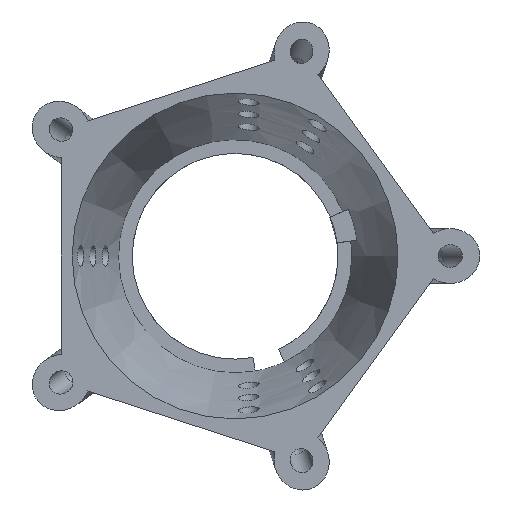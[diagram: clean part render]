
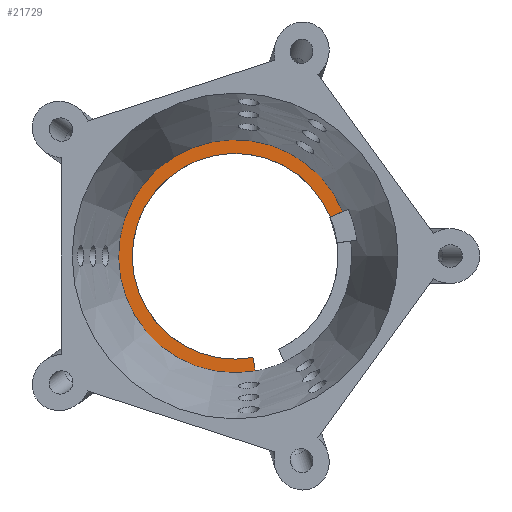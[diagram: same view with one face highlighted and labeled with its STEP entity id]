
A CAD part, top view. The second image highlights one B-rep face of the part: STEP entity #21729.
In plain terms, the highlighted planar face has unit normal (0, 0, 1).
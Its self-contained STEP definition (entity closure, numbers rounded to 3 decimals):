
#192 = PLANE('',#193);
#193 = AXIS2_PLACEMENT_3D('',#194,#195,#196);
#194 = CARTESIAN_POINT('',(2.952,-16.742,0.));
#195 = DIRECTION('',(-0.985,-0.174,0.));
#196 = DIRECTION('',(-0.174,0.985,0.));
#225 = CYLINDRICAL_SURFACE('',#226,15.);
#226 = AXIS2_PLACEMENT_3D('',#227,#228,#229);
#227 = CARTESIAN_POINT('',(0.,0.,0.));
#228 = DIRECTION('',(0.,0.,-1.));
#229 = DIRECTION('',(1.,0.,0.));
#16918 = VERTEX_POINT('',#16919);
#16919 = CARTESIAN_POINT('',(2.952,-16.742,2.5));
#16940 = EDGE_CURVE('',#16941,#16918,#16943,.T.);
#16941 = VERTEX_POINT('',#16942);
#16942 = CARTESIAN_POINT('',(2.605,-14.772,2.5));
#16943 = SURFACE_CURVE('',#16944,(#16948,#16954),.PCURVE_S1.);
#16944 = LINE('',#16945,#16946);
#16945 = CARTESIAN_POINT('',(1.476,-8.371,2.5));
#16946 = VECTOR('',#16947,1.);
#16947 = DIRECTION('',(0.174,-0.985,0.));
#16948 = PCURVE('',#192,#16949);
#16949 = DEFINITIONAL_REPRESENTATION('',(#16950),#16953);
#16950 = B_SPLINE_CURVE_WITH_KNOTS('',1,(#16951,#16952),.UNSPECIFIED.,
  .F.,.F.,(2,2),(6.3,8.7),.PIECEWISE_BEZIER_KNOTS.);
#16951 = CARTESIAN_POINT('',(2.2,-2.5));
#16952 = CARTESIAN_POINT('',(-0.2,-2.5));
#16953 = ( GEOMETRIC_REPRESENTATION_CONTEXT(2) 
PARAMETRIC_REPRESENTATION_CONTEXT() REPRESENTATION_CONTEXT('2D SPACE',''
  ) );
#16954 = PCURVE('',#16955,#16960);
#16955 = PLANE('',#16956);
#16956 = AXIS2_PLACEMENT_3D('',#16957,#16958,#16959);
#16957 = CARTESIAN_POINT('',(0.,0.,2.5));
#16958 = DIRECTION('',(0.,0.,1.));
#16959 = DIRECTION('',(1.,0.,0.));
#16960 = DEFINITIONAL_REPRESENTATION('',(#16961),#16964);
#16961 = B_SPLINE_CURVE_WITH_KNOTS('',1,(#16962,#16963),.UNSPECIFIED.,
  .F.,.F.,(2,2),(6.3,8.7),.PIECEWISE_BEZIER_KNOTS.);
#16962 = CARTESIAN_POINT('',(2.57,-14.575));
#16963 = CARTESIAN_POINT('',(2.987,-16.939));
#16964 = ( GEOMETRIC_REPRESENTATION_CONTEXT(2) 
PARAMETRIC_REPRESENTATION_CONTEXT() REPRESENTATION_CONTEXT('2D SPACE',''
  ) );
#17051 = CONICAL_SURFACE('',#17052,17.,0.291);
#17052 = AXIS2_PLACEMENT_3D('',#17053,#17054,#17055);
#17053 = CARTESIAN_POINT('',(0.,0.,2.5));
#17054 = DIRECTION('',(0.,0.,1.));
#17055 = DIRECTION('',(1.,0.,0.));
#21729 = ADVANCED_FACE('',(#21730),#16955,.T.);
#21730 = FACE_BOUND('',#21731,.T.);
#21731 = EDGE_LOOP('',(#21732,#21762,#21784,#21785));
#21732 = ORIENTED_EDGE('',*,*,#21733,.T.);
#21733 = EDGE_CURVE('',#21734,#21736,#21738,.T.);
#21734 = VERTEX_POINT('',#21735);
#21735 = CARTESIAN_POINT('',(13.858,5.74,2.5));
#21736 = VERTEX_POINT('',#21737);
#21737 = CARTESIAN_POINT('',(15.706,6.506,2.5));
#21738 = SURFACE_CURVE('',#21739,(#21743,#21750),.PCURVE_S1.);
#21739 = LINE('',#21740,#21741);
#21740 = CARTESIAN_POINT('',(13.858,5.74,2.5));
#21741 = VECTOR('',#21742,1.);
#21742 = DIRECTION('',(0.924,0.383,0.));
#21743 = PCURVE('',#16955,#21744);
#21744 = DEFINITIONAL_REPRESENTATION('',(#21745),#21749);
#21745 = LINE('',#21746,#21747);
#21746 = CARTESIAN_POINT('',(13.858,5.74));
#21747 = VECTOR('',#21748,1.);
#21748 = DIRECTION('',(0.924,0.383));
#21749 = ( GEOMETRIC_REPRESENTATION_CONTEXT(2) 
PARAMETRIC_REPRESENTATION_CONTEXT() REPRESENTATION_CONTEXT('2D SPACE',''
  ) );
#21750 = PCURVE('',#21751,#21756);
#21751 = PLANE('',#21752);
#21752 = AXIS2_PLACEMENT_3D('',#21753,#21754,#21755);
#21753 = CARTESIAN_POINT('',(13.858,5.74,2.5));
#21754 = DIRECTION('',(-0.383,0.924,0.));
#21755 = DIRECTION('',(0.924,0.383,0.));
#21756 = DEFINITIONAL_REPRESENTATION('',(#21757),#21761);
#21757 = LINE('',#21758,#21759);
#21758 = CARTESIAN_POINT('',(0.,0.));
#21759 = VECTOR('',#21760,1.);
#21760 = DIRECTION('',(1.,0.));
#21761 = ( GEOMETRIC_REPRESENTATION_CONTEXT(2) 
PARAMETRIC_REPRESENTATION_CONTEXT() REPRESENTATION_CONTEXT('2D SPACE',''
  ) );
#21762 = ORIENTED_EDGE('',*,*,#21763,.T.);
#21763 = EDGE_CURVE('',#21736,#16918,#21764,.T.);
#21764 = SURFACE_CURVE('',#21765,(#21770,#21777),.PCURVE_S1.);
#21765 = CIRCLE('',#21766,17.);
#21766 = AXIS2_PLACEMENT_3D('',#21767,#21768,#21769);
#21767 = CARTESIAN_POINT('',(0.,0.,2.5));
#21768 = DIRECTION('',(0.,0.,1.));
#21769 = DIRECTION('',(1.,0.,0.));
#21770 = PCURVE('',#16955,#21771);
#21771 = DEFINITIONAL_REPRESENTATION('',(#21772),#21776);
#21772 = CIRCLE('',#21773,17.);
#21773 = AXIS2_PLACEMENT_2D('',#21774,#21775);
#21774 = CARTESIAN_POINT('',(0.,0.));
#21775 = DIRECTION('',(1.,0.));
#21776 = ( GEOMETRIC_REPRESENTATION_CONTEXT(2) 
PARAMETRIC_REPRESENTATION_CONTEXT() REPRESENTATION_CONTEXT('2D SPACE',''
  ) );
#21777 = PCURVE('',#17051,#21778);
#21778 = DEFINITIONAL_REPRESENTATION('',(#21779),#21783);
#21779 = LINE('',#21780,#21781);
#21780 = CARTESIAN_POINT('',(0.,0.));
#21781 = VECTOR('',#21782,1.);
#21782 = DIRECTION('',(1.,0.));
#21783 = ( GEOMETRIC_REPRESENTATION_CONTEXT(2) 
PARAMETRIC_REPRESENTATION_CONTEXT() REPRESENTATION_CONTEXT('2D SPACE',''
  ) );
#21784 = ORIENTED_EDGE('',*,*,#16940,.F.);
#21785 = ORIENTED_EDGE('',*,*,#21786,.T.);
#21786 = EDGE_CURVE('',#16941,#21734,#21787,.T.);
#21787 = SURFACE_CURVE('',#21788,(#21793,#21804),.PCURVE_S1.);
#21788 = CIRCLE('',#21789,15.);
#21789 = AXIS2_PLACEMENT_3D('',#21790,#21791,#21792);
#21790 = CARTESIAN_POINT('',(0.,0.,2.5));
#21791 = DIRECTION('',(0.,0.,-1.));
#21792 = DIRECTION('',(1.,0.,0.));
#21793 = PCURVE('',#16955,#21794);
#21794 = DEFINITIONAL_REPRESENTATION('',(#21795),#21803);
#21795 = ( BOUNDED_CURVE() B_SPLINE_CURVE(2,(#21796,#21797,#21798,#21799
    ,#21800,#21801,#21802),.UNSPECIFIED.,.T.,.F.) 
B_SPLINE_CURVE_WITH_KNOTS((1,2,2,2,2,1),(-2.094,0.,
    2.094,4.189,6.283,8.378),
.UNSPECIFIED.) CURVE() GEOMETRIC_REPRESENTATION_ITEM() 
RATIONAL_B_SPLINE_CURVE((1.,0.5,1.,0.5,1.,0.5,1.)) REPRESENTATION_ITEM(
  '') );
#21796 = CARTESIAN_POINT('',(15.,0.));
#21797 = CARTESIAN_POINT('',(15.,-25.981));
#21798 = CARTESIAN_POINT('',(-7.5,-12.99));
#21799 = CARTESIAN_POINT('',(-30.,0.));
#21800 = CARTESIAN_POINT('',(-7.5,12.99));
#21801 = CARTESIAN_POINT('',(15.,25.981));
#21802 = CARTESIAN_POINT('',(15.,0.));
#21803 = ( GEOMETRIC_REPRESENTATION_CONTEXT(2) 
PARAMETRIC_REPRESENTATION_CONTEXT() REPRESENTATION_CONTEXT('2D SPACE',''
  ) );
#21804 = PCURVE('',#225,#21805);
#21805 = DEFINITIONAL_REPRESENTATION('',(#21806),#21832);
#21806 = B_SPLINE_CURVE_WITH_KNOTS('',3,(#21807,#21808,#21809,#21810,
    #21811,#21812,#21813,#21814,#21815,#21816,#21817,#21818,#21819,
    #21820,#21821,#21822,#21823,#21824,#21825,#21826,#21827,#21828,
    #21829,#21830,#21831),.UNSPECIFIED.,.F.,.F.,(4,1,1,1,1,1,1,1,1,1,1,1
    ,1,1,1,1,1,1,1,1,1,1,4),(1.396,1.601,
    1.805,2.009,2.213,2.418,
    2.622,2.826,3.031,3.235,
    3.439,3.643,3.848,4.052,
    4.256,4.461,4.665,4.869,
    5.073,5.278,5.482,5.686,
    5.89),.QUASI_UNIFORM_KNOTS.);
#21807 = CARTESIAN_POINT('',(1.396,-2.5));
#21808 = CARTESIAN_POINT('',(1.464,-2.5));
#21809 = CARTESIAN_POINT('',(1.601,-2.5));
#21810 = CARTESIAN_POINT('',(1.805,-2.5));
#21811 = CARTESIAN_POINT('',(2.009,-2.5));
#21812 = CARTESIAN_POINT('',(2.213,-2.5));
#21813 = CARTESIAN_POINT('',(2.418,-2.5));
#21814 = CARTESIAN_POINT('',(2.622,-2.5));
#21815 = CARTESIAN_POINT('',(2.826,-2.5));
#21816 = CARTESIAN_POINT('',(3.031,-2.5));
#21817 = CARTESIAN_POINT('',(3.235,-2.5));
#21818 = CARTESIAN_POINT('',(3.439,-2.5));
#21819 = CARTESIAN_POINT('',(3.643,-2.5));
#21820 = CARTESIAN_POINT('',(3.848,-2.5));
#21821 = CARTESIAN_POINT('',(4.052,-2.5));
#21822 = CARTESIAN_POINT('',(4.256,-2.5));
#21823 = CARTESIAN_POINT('',(4.461,-2.5));
#21824 = CARTESIAN_POINT('',(4.665,-2.5));
#21825 = CARTESIAN_POINT('',(4.869,-2.5));
#21826 = CARTESIAN_POINT('',(5.073,-2.5));
#21827 = CARTESIAN_POINT('',(5.278,-2.5));
#21828 = CARTESIAN_POINT('',(5.482,-2.5));
#21829 = CARTESIAN_POINT('',(5.686,-2.5));
#21830 = CARTESIAN_POINT('',(5.822,-2.5));
#21831 = CARTESIAN_POINT('',(5.89,-2.5));
#21832 = ( GEOMETRIC_REPRESENTATION_CONTEXT(2) 
PARAMETRIC_REPRESENTATION_CONTEXT() REPRESENTATION_CONTEXT('2D SPACE',''
  ) );
